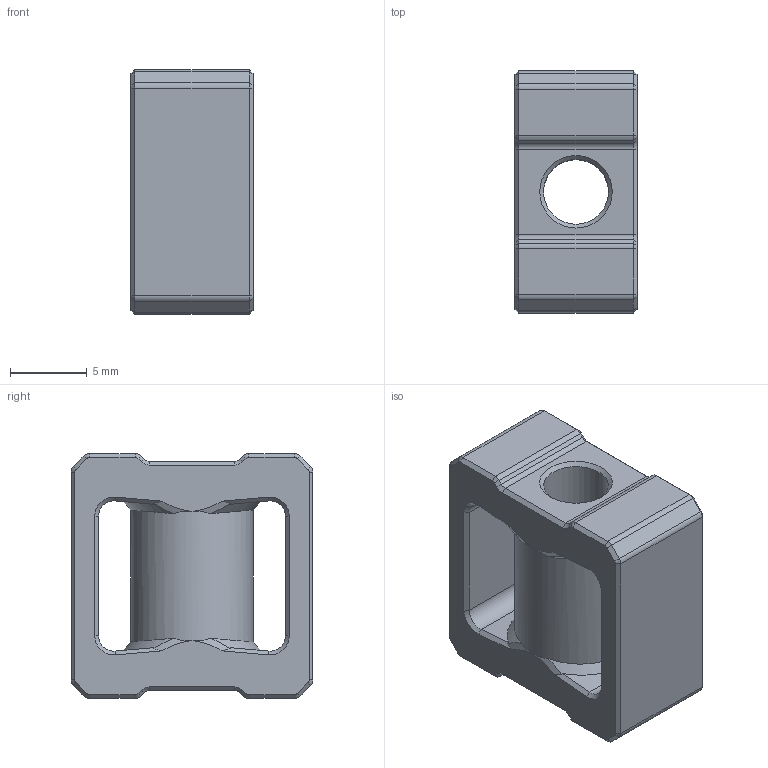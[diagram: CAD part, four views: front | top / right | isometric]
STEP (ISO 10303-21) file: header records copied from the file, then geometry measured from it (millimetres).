
FILE_DESCRIPTION(/* description */ (''),/* implementation_level */ '2;1');
FILE_NAME(/* name */ '2020 2mm Wall Thickness M5 Stress Concentrators.step',/* time_stamp */ '2024-11-08T19:52:28-05:00',/* author */ (''),/* organization */ (''),/* preprocessor_version */ 'ST-DEVELOPER v20',/* originating_system */ 'Autodesk Translation Framework v13.20.0.188',/* authorisation */ '');
FILE_SCHEMA (('AUTOMOTIVE_DESIGN { 1 0 10303 214 3 1 1 }'));
Length unit declared in the file: millimetre
Products named in the file (1): Stress Concentrators 20mm (1)
Bounding box: 8 x 15.8 x 16 mm (x, y, z)
Volume: 1289.4 mm3; surface area: 1356.5 mm2
Topology: 1 solids, 1 shells, 144 faces, 355 edges, 211 vertices
Faces by surface type: plane 68, cone 42, cylinder 22, bspline 12
Full cylindrical faces by diameter (mm): 4.234 x1, 8 x1
Entity records: 5170 total; most frequent: CARTESIAN_POINT 1812, ORIENTED_EDGE 710, DIRECTION 662, EDGE_CURVE 355, AXIS2_PLACEMENT_3D 225, LINE 212, VECTOR 212, VERTEX_POINT 211
